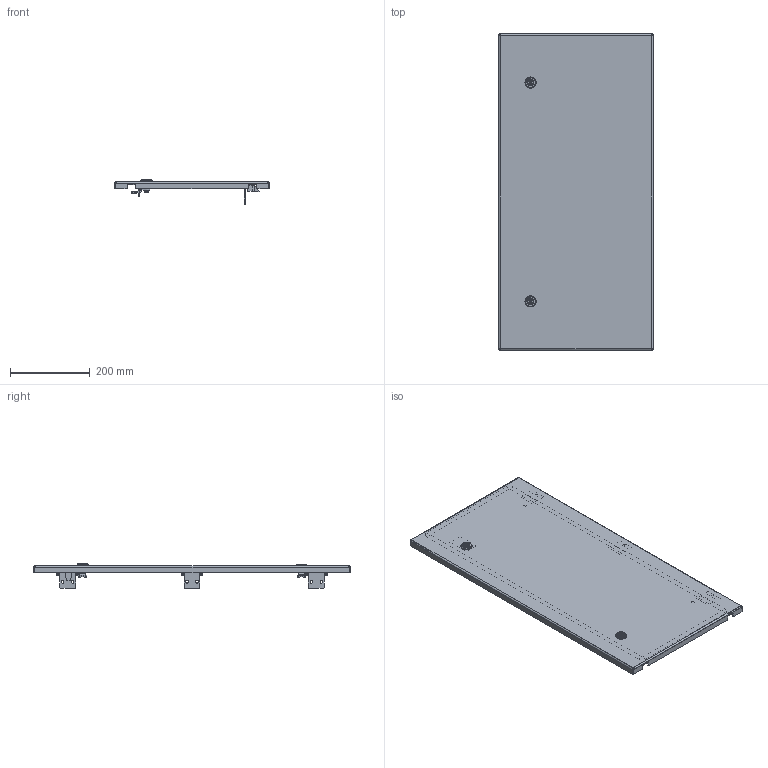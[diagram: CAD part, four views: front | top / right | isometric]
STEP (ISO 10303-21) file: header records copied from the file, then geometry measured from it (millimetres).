
FILE_DESCRIPTION (( 'STEP AP214' ), '1' );
FILE_NAME ('644.080.STEP', '2024-10-14T11:03:38', ( '' ), ( '' ), 'SwSTEP 2.0', 'SolidWorks 2021', '' );
FILE_SCHEMA (( 'AUTOMOTIVE_DESIGN' ));
Length unit declared in the file: millimetre
Products named in the file (22): 630.000; Äâåðü W400H800; Ãàñêåòèíã äâåðè W400H800; Çàìîê ïîä äâå áîðîäêè Z ðèãåëåì.STEP; 1207100236-Pano Kilit Yay_-1.STEP; Äâåðíîå ïîëîòíî W400H800; Âòóëêà øàðíèðà; 2311050230-plastik-rondela.STEP; Áîëò Ì5õ10 ñ øåñòèãðàííîé ãîëîâêîé ñ ïðåññøàéáîé; 2102200253-YEN_ PANO K_L_T KOVANI KROM.STEP; 2101350253-15-DB15mm YEN_ G_BEK.STEP; Ðåçèíêà øàðíèðà; 644.080; 嵑謺麃; _____.STEP; 嵑謺麃 瀁蠉澼鍣 094; ______________ ______.STEP; Ïåòëÿ ùèòîâàÿ ïðèâàðíàÿ; 630.002; ______ Z 3__.STEP; Øïèëüêà ïðèâàðíàÿ Ì6õ16; 1209100038(M6x8 Kombi Vida)_sss.STEP
Assembly tree (34 placements, depth 3):
  644.080
    Äâåðü W400H800
      Äâåðíîå ïîëîòíî W400H800
      Ïåòëÿ ùèòîâàÿ ïðèâàðíàÿ  x3
      Øïèëüêà ïðèâàðíàÿ Ì6õ16  x2
      Ãàñêåòèíã äâåðè W400H800
    630.000  x3
    630.002
    嵑謺麃 瀁蠉澼鍣 094  x3
      嵑謺麃
      Âòóëêà øàðíèðà
      Ðåçèíêà øàðíèðà
    Çàìîê ïîä äâå áîðîäêè Z ðèãåëåì.STEP  x2
      2102200253-YEN_ PANO K_L_T KOVANI KROM.STEP
      1207100236-Pano Kilit Yay_-1.STEP
      2311050230-plastik-rondela.STEP
      1209100038(M6x8 Kombi Vida)_sss.STEP
      2101350253-15-DB15mm YEN_ G_BEK.STEP
      _____.STEP
      ______________ ______.STEP
      ______ Z 3__.STEP
    Áîëò Ì5õ10 ñ øåñòèãðàííîé ãîëîâêîé ñ ïðåññøàéáîé  x6
Bounding box: 389 x 795 x 62.23 mm (x, y, z)
Volume: 873086 mm3; surface area: 837018.2 mm2
Topology: 90 solids, 90 shells, 2102 faces, 5075 edges, 3224 vertices
Faces by surface type: plane 874, cylinder 692, bspline 362, cone 94, torus 80
Entity records: 68985 total; most frequent: CARTESIAN_POINT 46724, ORIENTED_EDGE 4708, DIRECTION 3931, EDGE_CURVE 2354, VERTEX_POINT 1499, AXIS2_PLACEMENT_3D 1356, VECTOR 1219, LINE 1219
